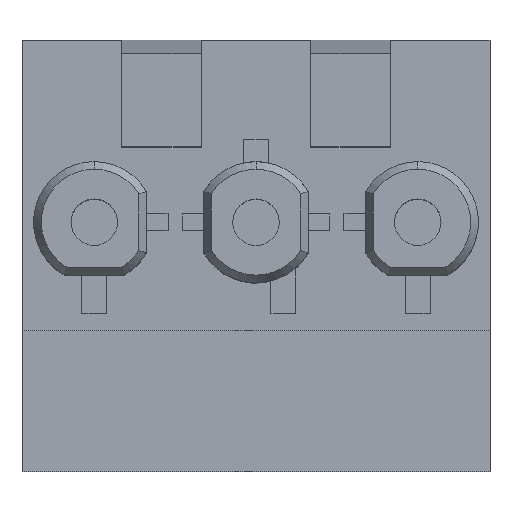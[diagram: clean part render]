
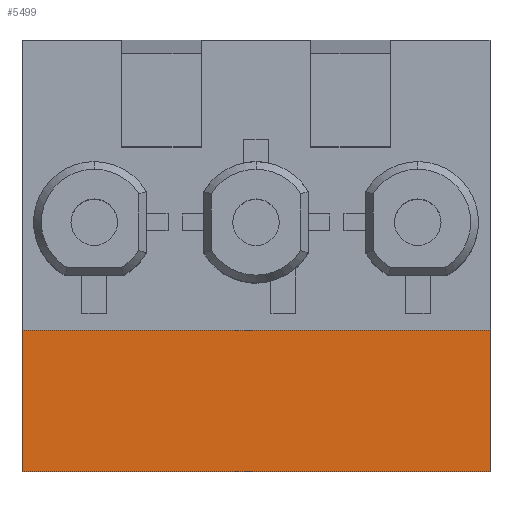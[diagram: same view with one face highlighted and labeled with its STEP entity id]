
A CAD part, top view. The second image highlights one B-rep face of the part: STEP entity #5499.
In plain terms, the highlighted planar face has unit normal (0, 0, 1).
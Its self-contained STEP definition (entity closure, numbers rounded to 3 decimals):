
#194 = CARTESIAN_POINT ( 'NONE',  ( -20.538, -16.903, 11.1 ) ) ;
#356 = CARTESIAN_POINT ( 'NONE',  ( 7.662, -16.903, 11.1 ) ) ;
#371 = PLANE ( 'NONE',  #3716 ) ;
#454 = VECTOR ( 'NONE', #4504, 1000. ) ;
#509 = LINE ( 'NONE', #2974, #723 ) ;
#723 = VECTOR ( 'NONE', #1800, 1000. ) ;
#780 = CARTESIAN_POINT ( 'NONE',  ( -20.538, -25.403, 11.1 ) ) ;
#1032 = VECTOR ( 'NONE', #5544, 1000. ) ;
#1537 = CARTESIAN_POINT ( 'NONE',  ( -6.438, -16.903, 11.1 ) ) ;
#1562 = FACE_OUTER_BOUND ( 'NONE', #3910, .T. ) ;
#1571 = ORIENTED_EDGE ( 'NONE', *, *, #5409, .T. ) ;
#1746 = EDGE_CURVE ( 'NONE', #3618, #4984, #3064, .T. ) ;
#1800 = DIRECTION ( 'NONE',  ( -1., 0., 0. ) ) ;
#2582 = VERTEX_POINT ( 'NONE', #780 ) ;
#2632 = DIRECTION ( 'NONE',  ( 0., -1., 0. ) ) ;
#2704 = ORIENTED_EDGE ( 'NONE', *, *, #3981, .F. ) ;
#2974 = CARTESIAN_POINT ( 'NONE',  ( -15.488, -25.403, 11.1 ) ) ;
#3005 = LINE ( 'NONE', #5483, #5716 ) ;
#3064 = LINE ( 'NONE', #1537, #454 ) ;
#3272 = ORIENTED_EDGE ( 'NONE', *, *, #1746, .T. ) ;
#3560 = ORIENTED_EDGE ( 'NONE', *, *, #4889, .T. ) ;
#3618 = VERTEX_POINT ( 'NONE', #356 ) ;
#3716 = AXIS2_PLACEMENT_3D ( 'NONE', #3751, #5584, #4680 ) ;
#3751 = CARTESIAN_POINT ( 'NONE',  ( -6.438, -27.403, 11.1 ) ) ;
#3910 = EDGE_LOOP ( 'NONE', ( #3560, #3272, #1571, #2704 ) ) ;
#3981 = EDGE_CURVE ( 'NONE', #4908, #2582, #509, .T. ) ;
#4200 = LINE ( 'NONE', #5508, #1032 ) ;
#4504 = DIRECTION ( 'NONE',  ( -1., 0., 0. ) ) ;
#4541 = CARTESIAN_POINT ( 'NONE',  ( 7.662, -25.403, 11.1 ) ) ;
#4680 = DIRECTION ( 'NONE',  ( 1., 0., 0. ) ) ;
#4889 = EDGE_CURVE ( 'NONE', #4908, #3618, #4200, .T. ) ;
#4908 = VERTEX_POINT ( 'NONE', #4541 ) ;
#4984 = VERTEX_POINT ( 'NONE', #194 ) ;
#5409 = EDGE_CURVE ( 'NONE', #4984, #2582, #3005, .T. ) ;
#5483 = CARTESIAN_POINT ( 'NONE',  ( -20.538, -27.403, 11.1 ) ) ;
#5499 = ADVANCED_FACE ( 'NONE', ( #1562 ), #371, .T. ) ;
#5508 = CARTESIAN_POINT ( 'NONE',  ( 7.662, -27.403, 11.1 ) ) ;
#5544 = DIRECTION ( 'NONE',  ( 0., 1., 0. ) ) ;
#5584 = DIRECTION ( 'NONE',  ( 0., 0., 1. ) ) ;
#5716 = VECTOR ( 'NONE', #2632, 1000. ) ;
